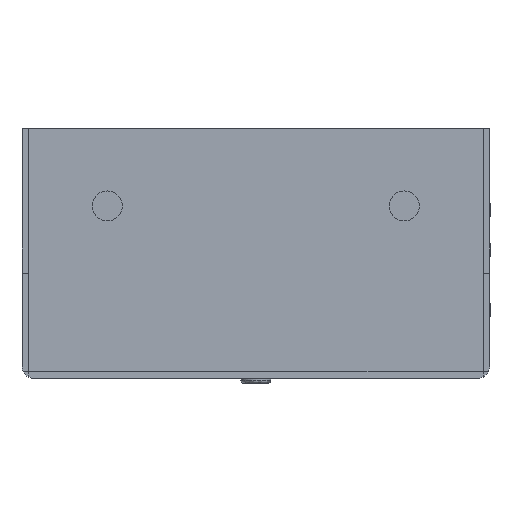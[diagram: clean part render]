
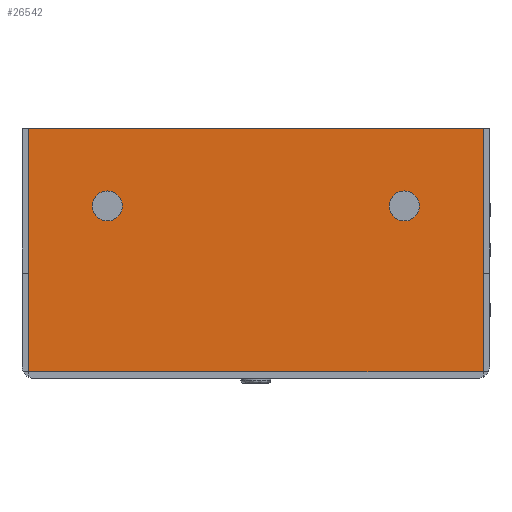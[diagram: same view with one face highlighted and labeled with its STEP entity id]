
A CAD part, front view. The second image highlights one B-rep face of the part: STEP entity #26542.
In plain terms, the highlighted planar face has unit normal (0, -1, 0).
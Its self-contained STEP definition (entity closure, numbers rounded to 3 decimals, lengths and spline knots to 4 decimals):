
#158 = EDGE_CURVE ( 'NONE', #7860, #12099, #27549, .T. ) ;
#592 = CARTESIAN_POINT ( 'NONE',  ( 1.8517, -1.2191, -0.9708 ) ) ;
#2037 = VERTEX_POINT ( 'NONE', #17829 ) ;
#2727 = AXIS2_PLACEMENT_3D ( 'NONE', #39269, #14095, #43502 ) ;
#3086 = ORIENTED_EDGE ( 'NONE', *, *, #43386, .T. ) ;
#4202 = VERTEX_POINT ( 'NONE', #592 ) ;
#5198 = CARTESIAN_POINT ( 'NONE',  ( -0.0293, -1.2191, -1.7268 ) ) ;
#6083 = CARTESIAN_POINT ( 'NONE',  ( 0.3657, -1.2191, -0.8958 ) ) ;
#7860 = VERTEX_POINT ( 'NONE', #28470 ) ;
#7873 = EDGE_LOOP ( 'NONE', ( #36870, #53461, #3086, #50900 ) ) ;
#8478 = B_SPLINE_CURVE_WITH_KNOTS ( 'NONE', 3,
 ( #15493, #40632, #53252, #28213 ),
 .UNSPECIFIED., .F., .F.,
 ( 4, 4 ),
 ( 0., 1. ),
 .UNSPECIFIED. ) ;
#10385 = DIRECTION ( 'NONE',  ( 0., 0., -1. ) ) ;
#10407 = CARTESIAN_POINT ( 'NONE',  ( 0.3657, -1.2191, -0.8208 ) ) ;
#10721 = LINE ( 'NONE', #48166, #39025 ) ;
#11232 = AXIS2_PLACEMENT_3D ( 'NONE', #38457, #13255, #42672 ) ;
#12099 = VERTEX_POINT ( 'NONE', #10407 ) ;
#12213 = EDGE_CURVE ( 'NONE', #43749, #36440, #23755, .T. ) ;
#13255 = DIRECTION ( 'NONE',  ( 0., 1., 0. ) ) ;
#14095 = DIRECTION ( 'NONE',  ( 0., 1., 0. ) ) ;
#15417 = CARTESIAN_POINT ( 'NONE',  ( -0.0293, -1.2191, -1.7588 ) ) ;
#15488 = CARTESIAN_POINT ( 'NONE',  ( -0.0293, -1.2191, -0.5088 ) ) ;
#15493 = CARTESIAN_POINT ( 'NONE',  ( -0.0293, -1.2191, -1.7268 ) ) ;
#16489 = CARTESIAN_POINT ( 'NONE',  ( 0.1024, -1.2191, -0.5088 ) ) ;
#16836 = ORIENTED_EDGE ( 'NONE', *, *, #42380, .T. ) ;
#17556 = CIRCLE ( 'NONE', #2727, 0.075 ) ;
#17829 = CARTESIAN_POINT ( 'NONE',  ( 1.8517, -1.2191, -0.8208 ) ) ;
#18292 = EDGE_CURVE ( 'NONE', #33464, #53630, #10721, .T. ) ;
#18863 = DIRECTION ( 'NONE',  ( 0., 0., 1. ) ) ;
#19608 = ORIENTED_EDGE ( 'NONE', *, *, #158, .T. ) ;
#20781 = DIRECTION ( 'NONE',  ( -1., 0., 0. ) ) ;
#21765 = AXIS2_PLACEMENT_3D ( 'NONE', #34267, #33084, #34367 ) ;
#23617 = EDGE_LOOP ( 'NONE', ( #19608, #29452 ) ) ;
#23755 = LINE ( 'NONE', #15417, #46024 ) ;
#25232 = VECTOR ( 'NONE', #20781, 39.3701 ) ;
#26468 = DIRECTION ( 'NONE',  ( -1., 0., 0. ) ) ;
#26542 = ADVANCED_FACE ( 'NONE', ( #28177, #37996, #29506 ), #47333, .T. ) ;
#27056 = EDGE_LOOP ( 'NONE', ( #16836, #48769 ) ) ;
#27549 = CIRCLE ( 'NONE', #21765, 0.075 ) ;
#28177 = FACE_OUTER_BOUND ( 'NONE', #7873, .T. ) ;
#28213 = CARTESIAN_POINT ( 'NONE',  ( 2.2467, -1.2191, -1.7268 ) ) ;
#28470 = CARTESIAN_POINT ( 'NONE',  ( 0.3657, -1.2191, -0.9708 ) ) ;
#29452 = ORIENTED_EDGE ( 'NONE', *, *, #52935, .T. ) ;
#29506 = FACE_BOUND ( 'NONE', #23617, .T. ) ;
#31192 = AXIS2_PLACEMENT_3D ( 'NONE', #43165, #51540, #26468 ) ;
#31829 = AXIS2_PLACEMENT_3D ( 'NONE', #6083, #35620, #10385 ) ;
#33084 = DIRECTION ( 'NONE',  ( 0., 1., 0. ) ) ;
#33386 = CARTESIAN_POINT ( 'NONE',  ( 2.2467, -1.2191, -0.5088 ) ) ;
#33464 = VERTEX_POINT ( 'NONE', #50567 ) ;
#33855 = CIRCLE ( 'NONE', #11232, 0.075 ) ;
#34267 = CARTESIAN_POINT ( 'NONE',  ( 0.3657, -1.2191, -0.8958 ) ) ;
#34367 = DIRECTION ( 'NONE',  ( 0., 0., -1. ) ) ;
#35620 = DIRECTION ( 'NONE',  ( 0., 1., 0. ) ) ;
#36440 = VERTEX_POINT ( 'NONE', #5198 ) ;
#36870 = ORIENTED_EDGE ( 'NONE', *, *, #54124, .T. ) ;
#37694 = LINE ( 'NONE', #16489, #25232 ) ;
#37996 = FACE_BOUND ( 'NONE', #27056, .T. ) ;
#38457 = CARTESIAN_POINT ( 'NONE',  ( 1.8517, -1.2191, -0.8958 ) ) ;
#39025 = VECTOR ( 'NONE', #18863, 39.3701 ) ;
#39269 = CARTESIAN_POINT ( 'NONE',  ( 1.8517, -1.2191, -0.8958 ) ) ;
#40632 = CARTESIAN_POINT ( 'NONE',  ( 0.7294, -1.2191, -1.7268 ) ) ;
#42380 = EDGE_CURVE ( 'NONE', #4202, #2037, #33855, .T. ) ;
#42672 = DIRECTION ( 'NONE',  ( 0., 0., -1. ) ) ;
#43165 = CARTESIAN_POINT ( 'NONE',  ( 1.1087, -1.2191, -1.7588 ) ) ;
#43386 = EDGE_CURVE ( 'NONE', #53630, #43749, #37694, .T. ) ;
#43502 = DIRECTION ( 'NONE',  ( 0., 0., -1. ) ) ;
#43749 = VERTEX_POINT ( 'NONE', #15488 ) ;
#44785 = DIRECTION ( 'NONE',  ( 0., 0., -1. ) ) ;
#46024 = VECTOR ( 'NONE', #44785, 39.3701 ) ;
#47333 = PLANE ( 'NONE',  #31192 ) ;
#47340 = EDGE_CURVE ( 'NONE', #2037, #4202, #17556, .T. ) ;
#47985 = CIRCLE ( 'NONE', #31829, 0.075 ) ;
#48166 = CARTESIAN_POINT ( 'NONE',  ( 2.2467, -1.2191, -1.7588 ) ) ;
#48769 = ORIENTED_EDGE ( 'NONE', *, *, #47340, .T. ) ;
#50567 = CARTESIAN_POINT ( 'NONE',  ( 2.2467, -1.2191, -1.7268 ) ) ;
#50900 = ORIENTED_EDGE ( 'NONE', *, *, #12213, .T. ) ;
#51540 = DIRECTION ( 'NONE',  ( 0., -1., 0. ) ) ;
#52935 = EDGE_CURVE ( 'NONE', #12099, #7860, #47985, .T. ) ;
#53252 = CARTESIAN_POINT ( 'NONE',  ( 1.488, -1.2191, -1.7268 ) ) ;
#53461 = ORIENTED_EDGE ( 'NONE', *, *, #18292, .T. ) ;
#53630 = VERTEX_POINT ( 'NONE', #33386 ) ;
#54124 = EDGE_CURVE ( 'NONE', #36440, #33464, #8478, .T. ) ;
